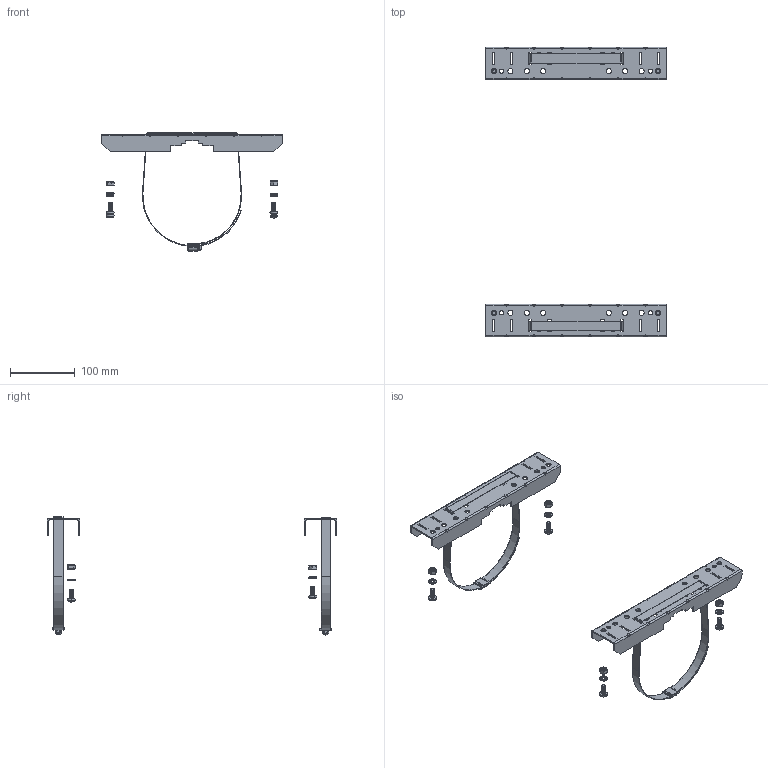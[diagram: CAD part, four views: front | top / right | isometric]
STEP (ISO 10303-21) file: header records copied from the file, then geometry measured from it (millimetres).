
FILE_DESCRIPTION (( 'STEP AP214' ), '1' );
FILE_NAME ('00406807_3D.STEP', '2022-05-20T19:55:12', ( '' ), ( '' ), 'SwSTEP 2.0', 'SolidWorks 2021', '' );
FILE_SCHEMA (( 'AUTOMOTIVE_DESIGN' ));
Length unit declared in the file: inch
Products named in the file (6): 00406807_3D; 1BE04-006; XFW-0007; XFN-0009; HGX-PMT28_HoseClamp_6pole; XFS-0054
Assembly tree (16 placements, depth 2):
  00406807_3D
    1BE04-006  x2
    XFS-0054  x4
    XFN-0009  x4
    XFW-0007  x4
    HGX-PMT28_HoseClamp_6pole  x2
Bounding box: 279.4 x 448.26 x 182.92 mm (x, y, z)
Volume: 132763.6 mm3; surface area: 151271.9 mm2
Topology: 16 solids, 16 shells, 1456 faces, 3704 edges, 2314 vertices
Faces by surface type: plane 556, cone 456, cylinder 282, bspline 90, torus 64, sphere 8
Entity records: 25698 total; most frequent: CARTESIAN_POINT 7342, ORIENTED_EDGE 3020, DIRECTION 2676, EDGE_CURVE 1510, VERTEX_POINT 967, LINE 910, VECTOR 910, AXIS2_PLACEMENT_3D 883
